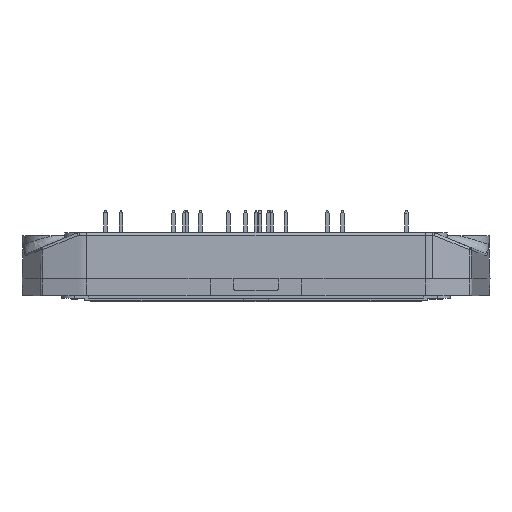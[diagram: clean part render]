
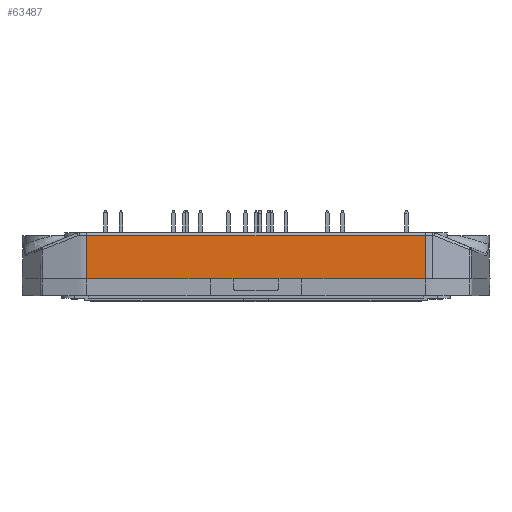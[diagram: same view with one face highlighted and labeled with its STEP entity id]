
A CAD part, front view. The second image highlights one B-rep face of the part: STEP entity #63487.
In plain terms, the highlighted planar face has unit normal (0, -1, 0.026).
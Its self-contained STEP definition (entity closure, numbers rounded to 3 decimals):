
#3431=LINE('',#91743,#7397);
#3439=LINE('',#91776,#7405);
#3554=LINE('',#92795,#7520);
#3557=LINE('',#92804,#7523);
#3564=LINE('',#92905,#7530);
#3565=LINE('',#92907,#7531);
#3566=LINE('',#92908,#7532);
#3567=LINE('',#92910,#7533);
#3568=LINE('',#92912,#7534);
#3569=LINE('',#92913,#7535);
#7397=VECTOR('',#73840,1000.);
#7405=VECTOR('',#73864,1000.);
#7520=VECTOR('',#74295,1000.);
#7523=VECTOR('',#74302,1000.);
#7530=VECTOR('',#74313,1000.);
#7531=VECTOR('',#74314,1000.);
#7532=VECTOR('',#74315,1000.);
#7533=VECTOR('',#74316,1000.);
#7534=VECTOR('',#74317,1000.);
#7535=VECTOR('',#74318,1000.);
#14740=ORIENTED_EDGE('',*,*,#26925,.F.);
#14741=ORIENTED_EDGE('',*,*,#26926,.T.);
#14742=ORIENTED_EDGE('',*,*,#26669,.F.);
#14743=ORIENTED_EDGE('',*,*,#26927,.F.);
#14744=ORIENTED_EDGE('',*,*,#26928,.T.);
#14745=ORIENTED_EDGE('',*,*,#26929,.T.);
#14746=ORIENTED_EDGE('',*,*,#26914,.T.);
#14747=ORIENTED_EDGE('',*,*,#26930,.F.);
#14748=ORIENTED_EDGE('',*,*,#26909,.F.);
#14749=ORIENTED_EDGE('',*,*,#26656,.F.);
#26656=EDGE_CURVE('',#32962,#32963,#3431,.T.);
#26669=EDGE_CURVE('',#32972,#32973,#3439,.T.);
#26909=EDGE_CURVE('',#32963,#33113,#3554,.T.);
#26914=EDGE_CURVE('',#33117,#33116,#3557,.T.);
#26925=EDGE_CURVE('',#33125,#32962,#3564,.T.);
#26926=EDGE_CURVE('',#33125,#32973,#3565,.F.);
#26927=EDGE_CURVE('',#33126,#32972,#3566,.F.);
#26928=EDGE_CURVE('',#33126,#33127,#3567,.T.);
#26929=EDGE_CURVE('',#33127,#33117,#3568,.T.);
#26930=EDGE_CURVE('',#33113,#33116,#3569,.T.);
#32962=VERTEX_POINT('',#91742);
#32963=VERTEX_POINT('',#91744);
#32972=VERTEX_POINT('',#91777);
#32973=VERTEX_POINT('',#91778);
#33113=VERTEX_POINT('',#92796);
#33116=VERTEX_POINT('',#92803);
#33117=VERTEX_POINT('',#92805);
#33125=VERTEX_POINT('',#92906);
#33126=VERTEX_POINT('',#92909);
#33127=VERTEX_POINT('',#92911);
#38791=EDGE_LOOP('',(#14740,#14741,#14742,#14743,#14744,#14745,#14746,#14747,
#14748,#14749));
#41583=FACE_BOUND('',#38791,.T.);
#43730=PLANE('',#66939);
#63487=ADVANCED_FACE('',(#41583),#43730,.T.);
#66939=AXIS2_PLACEMENT_3D('',#92904,#74311,#74312);
#73840=DIRECTION('',(-1.,0.,0.));
#73864=DIRECTION('',(1.,0.,0.));
#74295=DIRECTION('',(-1.,0.,0.));
#74302=DIRECTION('',(1.,0.,0.));
#74311=DIRECTION('',(0.,-1.,0.026));
#74312=DIRECTION('',(0.,0.026,1.));
#74313=DIRECTION('',(-1.,0.,0.));
#74314=DIRECTION('',(0.006,-0.026,-1.));
#74315=DIRECTION('',(-0.006,-0.026,-1.));
#74316=DIRECTION('',(1.,0.,0.));
#74317=DIRECTION('',(1.,0.,0.));
#74318=DIRECTION('',(-1.,0.,0.));
#91742=CARTESIAN_POINT('',(29.513,-30.776,3.));
#91743=CARTESIAN_POINT('',(17.961,-30.776,3.));
#91744=CARTESIAN_POINT('',(8.,-30.776,3.));
#91776=CARTESIAN_POINT('',(27.533,-30.58,10.513));
#91777=CARTESIAN_POINT('',(-29.469,-30.58,10.513));
#91778=CARTESIAN_POINT('',(29.469,-30.58,10.513));
#92795=CARTESIAN_POINT('',(17.961,-30.776,3.));
#92796=CARTESIAN_POINT('',(4.,-30.776,3.));
#92803=CARTESIAN_POINT('',(-4.,-30.776,3.));
#92804=CARTESIAN_POINT('',(-17.961,-30.776,3.));
#92805=CARTESIAN_POINT('',(-8.,-30.776,3.));
#92904=CARTESIAN_POINT('',(17.961,-30.776,3.));
#92905=CARTESIAN_POINT('',(17.961,-30.776,3.));
#92906=CARTESIAN_POINT('',(29.513,-30.776,3.));
#92907=CARTESIAN_POINT('',(29.512,-30.775,3.067));
#92908=CARTESIAN_POINT('',(-29.512,-30.775,3.067));
#92909=CARTESIAN_POINT('',(-29.513,-30.776,3.));
#92910=CARTESIAN_POINT('',(-17.961,-30.776,3.));
#92911=CARTESIAN_POINT('',(-29.513,-30.776,3.));
#92912=CARTESIAN_POINT('',(-17.961,-30.776,3.));
#92913=CARTESIAN_POINT('',(-17.961,-30.776,3.));
